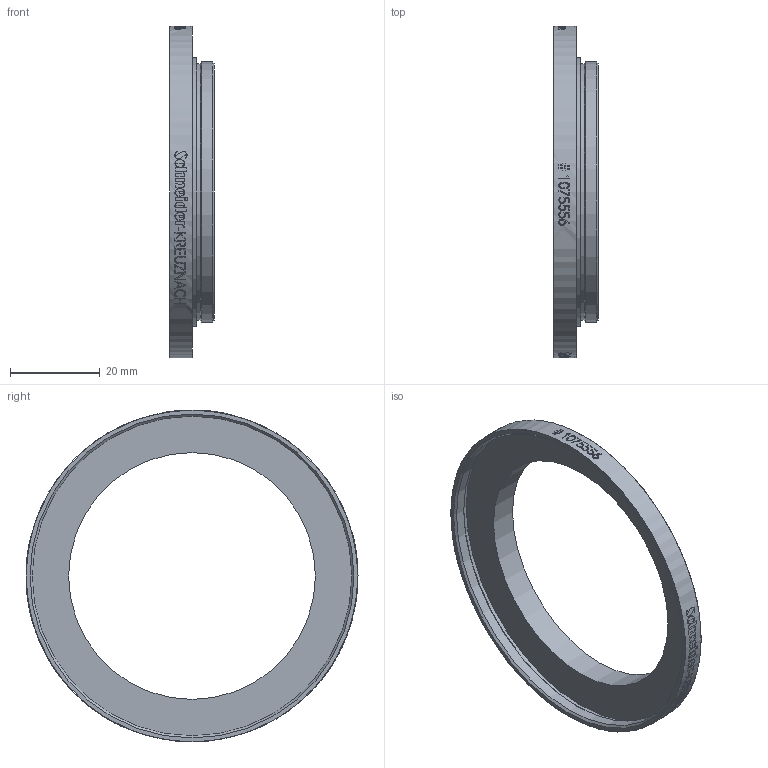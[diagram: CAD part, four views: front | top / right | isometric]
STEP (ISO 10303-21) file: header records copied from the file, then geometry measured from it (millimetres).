
FILE_DESCRIPTION(/* description */ (''),/* implementation_level */ '2;1');
FILE_NAME(/* name */ '1075556_00166864_001.stp',/* time_stamp */ '2022-04-27T13:09:22+02:00',/* author */ (''),/* organization */ (''),/* preprocessor_version */ 'ST-DEVELOPER v16',/* originating_system */ 'SIEMENS PLM Software NX 10.0',/* authorisation */ '');
FILE_SCHEMA (('AP203_CONFIGURATION_CONTROLLED_3D_DESIGN_OF_MECHANICAL_PARTS_AND_ASSEMBLIES_MIM_LF { 1 0 10303 403 2 1 2}'));
Length unit declared in the file: millimetre
Products named in the file (1): Froe4BBCDF7Azfom
Bounding box: 10 x 74 x 74 mm (x, y, z)
Volume: 4478.9 mm3; surface area: 9159.7 mm2
Topology: 1 solids, 2 shells, 90 faces, 472 edges, 460 vertices
Faces by surface type: cylinder 81, plane 5, cone 4
Full cylindrical faces by diameter (mm): 55 x1, 57.262 x1, 58 x1, 60 x1, 71.262 x1, 72.2 x1, 74 x2
Entity records: 6563 total; most frequent: CARTESIAN_POINT 3298, ORIENTED_EDGE 918, VERTEX_POINT 460, EDGE_CURVE 460, B_SPLINE_CURVE_WITH_KNOTS 442, DIRECTION 218, EDGE_LOOP 180, FACE_BOUND 124
